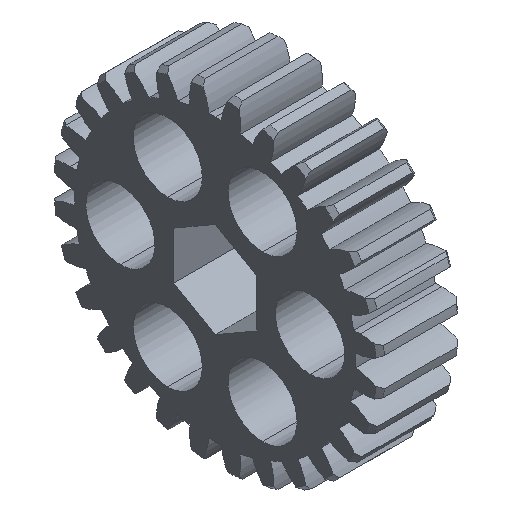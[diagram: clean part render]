
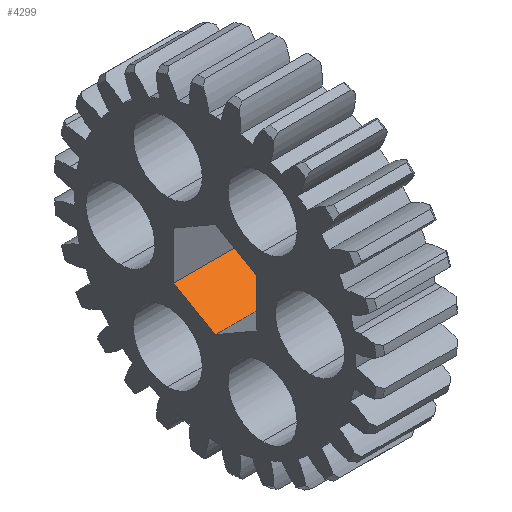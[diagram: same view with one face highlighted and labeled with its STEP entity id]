
A CAD part, isometric view. The second image highlights one B-rep face of the part: STEP entity #4299.
In plain terms, the highlighted planar face has unit normal (0, -0.5, 0.866).
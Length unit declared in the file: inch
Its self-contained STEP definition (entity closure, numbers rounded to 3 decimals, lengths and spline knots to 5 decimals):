
#106 = DIRECTION ( 'NONE',  ( 1., 0., 0. ) ) ;
#209 = DIRECTION ( 'NONE',  ( 0., 0.866, 0.5 ) ) ;
#216 = DIRECTION ( 'NONE',  ( 0., 0.5, -0.866 ) ) ;
#414 = CARTESIAN_POINT ( 'NONE',  ( 0., 0., -0.21651 ) ) ;
#550 = PLANE ( 'NONE',  #4677 ) ;
#684 = LINE ( 'NONE', #3417, #3692 ) ;
#839 = VECTOR ( 'NONE', #106, 39.37008 ) ;
#1231 = VECTOR ( 'NONE', #4884, 39.37008 ) ;
#1847 = EDGE_LOOP ( 'NONE', ( #2056, #5350, #4820, #6763 ) ) ;
#2056 = ORIENTED_EDGE ( 'NONE', *, *, #2501, .T. ) ;
#2501 = EDGE_CURVE ( 'NONE', #4027, #4682, #3015, .T. ) ;
#2564 = LINE ( 'NONE', #3487, #839 ) ;
#2601 = DIRECTION ( 'NONE',  ( 0., 0.866, 0.5 ) ) ;
#2607 = CARTESIAN_POINT ( 'NONE',  ( 0.4, 0., -0.21651 ) ) ;
#2976 = CARTESIAN_POINT ( 'NONE',  ( 0.4, 0., -0.21651 ) ) ;
#3005 = EDGE_CURVE ( 'NONE', #6698, #5652, #6578, .T. ) ;
#3015 = LINE ( 'NONE', #2976, #4121 ) ;
#3417 = CARTESIAN_POINT ( 'NONE',  ( 0., 0., -0.21651 ) ) ;
#3487 = CARTESIAN_POINT ( 'NONE',  ( 0., 0.1875, -0.10825 ) ) ;
#3490 = DIRECTION ( 'NONE',  ( 1., 0., 0. ) ) ;
#3692 = VECTOR ( 'NONE', #3490, 39.37008 ) ;
#3897 = EDGE_CURVE ( 'NONE', #6698, #4027, #684, .T. ) ;
#4027 = VERTEX_POINT ( 'NONE', #2607 ) ;
#4121 = VECTOR ( 'NONE', #2601, 39.37008 ) ;
#4299 = ADVANCED_FACE ( 'NONE', ( #6141 ), #550, .F. ) ;
#4677 = AXIS2_PLACEMENT_3D ( 'NONE', #414, #216, #209 ) ;
#4682 = VERTEX_POINT ( 'NONE', #5573 ) ;
#4820 = ORIENTED_EDGE ( 'NONE', *, *, #3005, .F. ) ;
#4884 = DIRECTION ( 'NONE',  ( 0., 0.866, 0.5 ) ) ;
#5081 = CARTESIAN_POINT ( 'NONE',  ( 0., 0., -0.21651 ) ) ;
#5350 = ORIENTED_EDGE ( 'NONE', *, *, #5754, .F. ) ;
#5564 = CARTESIAN_POINT ( 'NONE',  ( 0., 0.1875, -0.10825 ) ) ;
#5573 = CARTESIAN_POINT ( 'NONE',  ( 0.4, 0.1875, -0.10825 ) ) ;
#5652 = VERTEX_POINT ( 'NONE', #5564 ) ;
#5754 = EDGE_CURVE ( 'NONE', #5652, #4682, #2564, .T. ) ;
#5805 = CARTESIAN_POINT ( 'NONE',  ( 0., 0., -0.21651 ) ) ;
#6141 = FACE_OUTER_BOUND ( 'NONE', #1847, .T. ) ;
#6578 = LINE ( 'NONE', #5081, #1231 ) ;
#6698 = VERTEX_POINT ( 'NONE', #5805 ) ;
#6763 = ORIENTED_EDGE ( 'NONE', *, *, #3897, .T. ) ;
